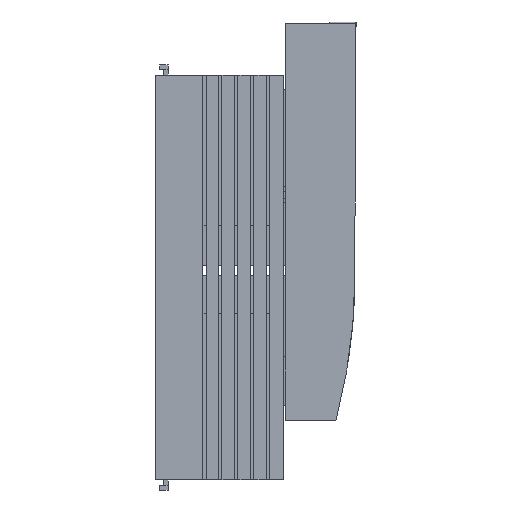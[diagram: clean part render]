
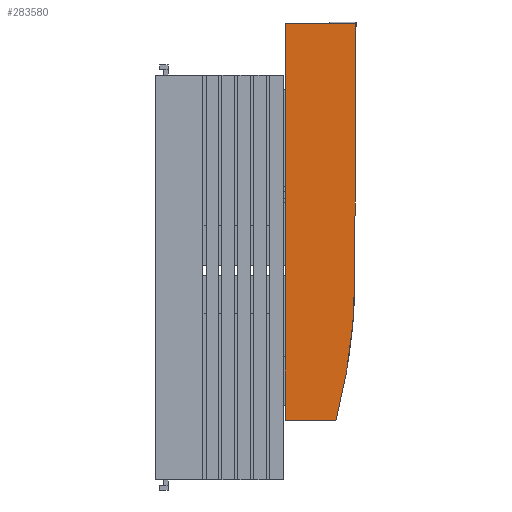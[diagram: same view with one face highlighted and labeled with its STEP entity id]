
A CAD part, left-side view. The second image highlights one B-rep face of the part: STEP entity #283580.
In plain terms, the highlighted planar face has unit normal (-1, 0, 0).
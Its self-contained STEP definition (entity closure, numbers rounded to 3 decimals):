
#283100=CARTESIAN_POINT('',(-20.,72.637,15.813));
#283110=DIRECTION('',(-1.,0.,0.));
#283120=DIRECTION('',(0.,-1.,0.));
#283130=AXIS2_PLACEMENT_3D('',#283100,#283110,#283120);
#283140=PLANE('',#283130);
#283150=CARTESIAN_POINT('',(-20.,57.,-314.667));
#283160=DIRECTION('',(1.,0.,0.));
#283170=DIRECTION('',(0.,-0.257,0.967));
#283180=AXIS2_PLACEMENT_3D('',#283150,#283160,#283170);
#283190=CIRCLE('',#283180,358.667);
#283200=CARTESIAN_POINT('',(-20.,57.,44.));
#283210=VERTEX_POINT('',#283200);
#283220=CARTESIAN_POINT('',(-20.,-35.,32.));
#283230=VERTEX_POINT('',#283220);
#283240=EDGE_CURVE('',#283210,#283230,#283190,.T.);
#283250=ORIENTED_EDGE('',*,*,#283240,.F.);
#283260=CARTESIAN_POINT('',(-20.,-35.,0.));
#283270=DIRECTION('',(0.,0.,1.));
#283280=VECTOR('',#283270,1.);
#283290=LINE('',#283260,#283280);
#283300=CARTESIAN_POINT('',(-20.,-35.,0.));
#283310=VERTEX_POINT('',#283300);
#283320=EDGE_CURVE('',#283310,#283230,#283290,.T.);
#283330=ORIENTED_EDGE('',*,*,#283320,.T.);
#283340=CARTESIAN_POINT('',(-20.,215.,0.));
#283350=DIRECTION('',(0.,-1.,0.));
#283360=VECTOR('',#283350,1.);
#283370=LINE('',#283340,#283360);
#283380=CARTESIAN_POINT('',(-20.,215.,0.));
#283390=VERTEX_POINT('',#283380);
#283400=EDGE_CURVE('',#283390,#283310,#283370,.T.);
#283410=ORIENTED_EDGE('',*,*,#283400,.T.);
#283420=CARTESIAN_POINT('',(-20.,215.,0.));
#283430=DIRECTION('',(0.,0.,1.));
#283440=VECTOR('',#283430,1.);
#283450=LINE('',#283420,#283440);
#283460=CARTESIAN_POINT('',(-20.,215.,44.));
#283470=VERTEX_POINT('',#283460);
#283480=EDGE_CURVE('',#283390,#283470,#283450,.T.);
#283490=ORIENTED_EDGE('',*,*,#283480,.F.);
#283500=CARTESIAN_POINT('',(-20.,57.,44.));
#283510=DIRECTION('',(0.,-1.,0.));
#283520=VECTOR('',#283510,1.);
#283530=LINE('',#283500,#283520);
#283540=EDGE_CURVE('',#283470,#283210,#283530,.T.);
#283550=ORIENTED_EDGE('',*,*,#283540,.F.);
#283560=EDGE_LOOP('',(#283550,#283490,#283410,#283330,#283250));
#283570=FACE_OUTER_BOUND('',#283560,.T.);
#283580=ADVANCED_FACE('',(#283570),#283140,.T.);
